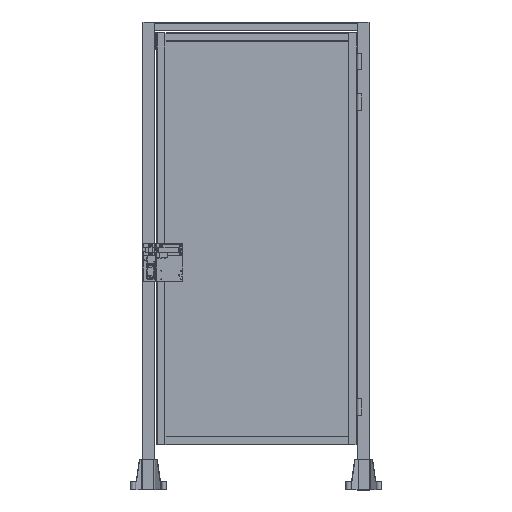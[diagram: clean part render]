
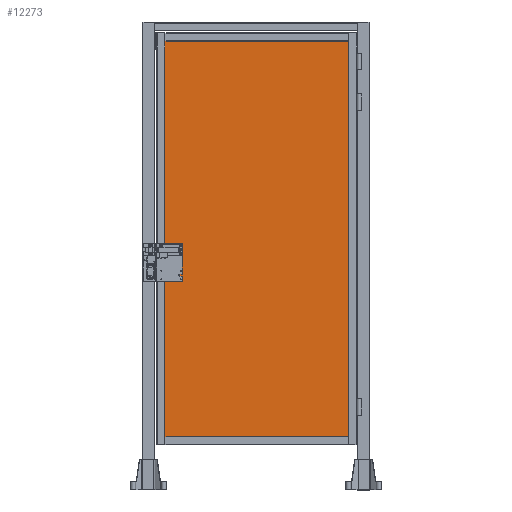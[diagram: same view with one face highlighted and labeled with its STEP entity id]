
A CAD part, front view. The second image highlights one B-rep face of the part: STEP entity #12273.
In plain terms, the highlighted planar face has unit normal (0, -1, 0).
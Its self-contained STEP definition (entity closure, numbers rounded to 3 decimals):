
#12234=CARTESIAN_POINT('',(534.024,22.5,86.501));
#12235=DIRECTION('',(0.0,1.0,0.0));
#12236=DIRECTION('',(0.0,0.0,-1.0));
#12237=AXIS2_PLACEMENT_3D('',#12234,#12235,#12236);
#12238=PLANE('',#12237);
#12239=CARTESIAN_POINT('',(1012.024,22.5,1086.501));
#12240=VERTEX_POINT('',#12239);
#12241=CARTESIAN_POINT('',(1012.024,22.5,-913.499));
#12242=VERTEX_POINT('',#12241);
#12243=CARTESIAN_POINT('',(1012.024,22.5,1086.501));
#12244=DIRECTION('',(0.0,0.0,-1.0));
#12245=VECTOR('',#12244,2000.0);
#12246=LINE('',#12243,#12245);
#12247=EDGE_CURVE('',#12240,#12242,#12246,.T.);
#12248=ORIENTED_EDGE('',*,*,#12247,.F.);
#12249=CARTESIAN_POINT('',(56.024,22.5,1086.501));
#12250=VERTEX_POINT('',#12249);
#12251=CARTESIAN_POINT('',(56.024,22.5,1086.501));
#12252=DIRECTION('',(1.0,0.0,0.0));
#12253=VECTOR('',#12252,956.);
#12254=LINE('',#12251,#12253);
#12255=EDGE_CURVE('',#12250,#12240,#12254,.T.);
#12256=ORIENTED_EDGE('',*,*,#12255,.F.);
#12257=CARTESIAN_POINT('',(56.024,22.5,-913.499));
#12258=VERTEX_POINT('',#12257);
#12259=CARTESIAN_POINT('',(56.024,22.5,-913.499));
#12260=DIRECTION('',(0.0,0.0,1.0));
#12261=VECTOR('',#12260,2000.);
#12262=LINE('',#12259,#12261);
#12263=EDGE_CURVE('',#12258,#12250,#12262,.T.);
#12264=ORIENTED_EDGE('',*,*,#12263,.F.);
#12265=CARTESIAN_POINT('',(1012.024,22.5,-913.499));
#12266=DIRECTION('',(-1.0,0.0,0.0));
#12267=VECTOR('',#12266,956.);
#12268=LINE('',#12265,#12267);
#12269=EDGE_CURVE('',#12242,#12258,#12268,.T.);
#12270=ORIENTED_EDGE('',*,*,#12269,.F.);
#12271=EDGE_LOOP('',(#12248,#12256,#12264,#12270));
#12272=FACE_OUTER_BOUND('',#12271,.T.);
#12273=ADVANCED_FACE('',(#12272),#12238,.F.);
